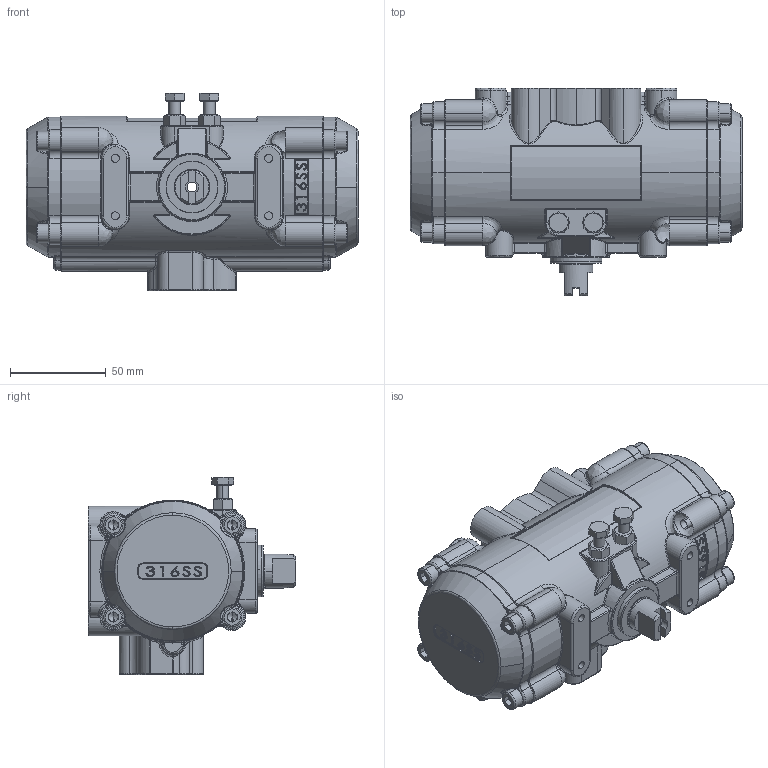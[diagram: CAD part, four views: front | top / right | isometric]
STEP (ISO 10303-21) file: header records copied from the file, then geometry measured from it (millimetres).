
FILE_DESCRIPTION (( 'STEP AP214' ), '1' );
FILE_NAME ('S2-063.step', '2019-10-30T11:31:41', ( '' ), ( '' ), 'SwSTEP 2.0', 'SolidWorks 2019', '' );
FILE_SCHEMA (( 'AUTOMOTIVE_DESIGN' ));
Length unit declared in the file: inch
Products named in the file (2): S2-063
Bounding box: 173 x 107.99 x 102.85 mm (x, y, z)
Surface area: 78850.8 mm2 (no closed solid volume)
Topology: 0 solids, 21 shells, 1480 faces, 3977 edges, 2390 vertices
Faces by surface type: bspline 774, cylinder 377, plane 279, cone 50
Entity records: 115087 total; most frequent: CARTESIAN_POINT 65039, ORIENTED_EDGE 7159, DIRECTION 4992, EDGE_CURVE 3931, VERTEX_POINT 2390, AXIS2_PLACEMENT_3D 1929, EDGE_LOOP 1562, UNCERTAINTY_MEASURE_WITH_UNIT 1482
